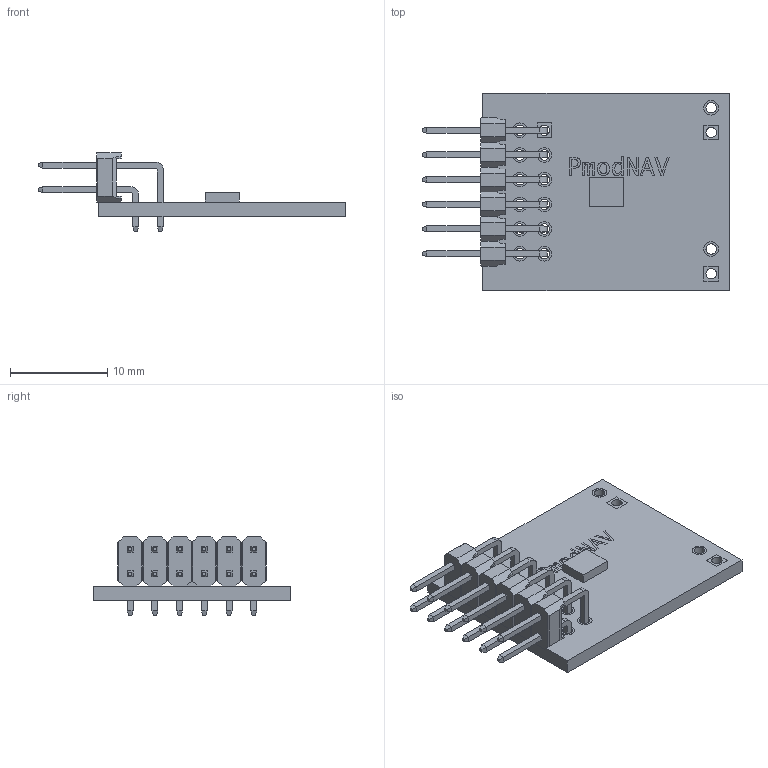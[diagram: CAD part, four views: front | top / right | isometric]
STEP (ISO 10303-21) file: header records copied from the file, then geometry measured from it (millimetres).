
FILE_DESCRIPTION(/* description */ ('Alibre Inc.'),/* implementation_level */ '2;1');
FILE_NAME(/* name */ 'export1',/* time_stamp */ '2018-01-05T11:32:27-08:00',/* author */ (''),/* organization */ (''),/* preprocessor_version */ 'ST-DEVELOPER v14',/* originating_system */ 'Alibre',/* authorisation */ '');
FILE_SCHEMA (('AUTOMOTIVE_DESIGN'));
Length unit declared in the file: centimetre
Bounding box: 31.62 x 20.32 x 8.08 mm (x, y, z)
Volume: 980.8 mm3; surface area: 1948.4 mm2
Topology: 3 solids, 3 shells, 629 faces, 1554 edges, 998 vertices
Faces by surface type: plane 501, cylinder 66, bspline 62
Full cylindrical faces by diameter (mm): 1.067 x16, 1.5 x26
Entity records: 17448 total; most frequent: CARTESIAN_POINT 3466, ORIENTED_EDGE 2972, DIRECTION 1941, EDGE_CURVE 1486, VECTOR 1164, LINE 1164, VERTEX_POINT 972, EDGE_LOOP 770
